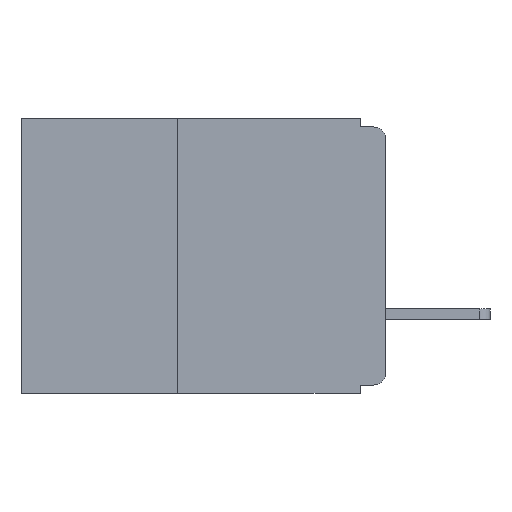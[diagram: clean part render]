
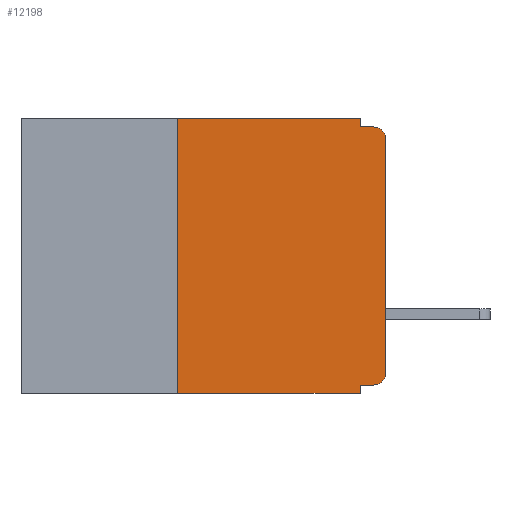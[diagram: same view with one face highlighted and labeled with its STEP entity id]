
A CAD part, left-side view. The second image highlights one B-rep face of the part: STEP entity #12198.
In plain terms, the highlighted planar face has unit normal (-1, 0, 0).
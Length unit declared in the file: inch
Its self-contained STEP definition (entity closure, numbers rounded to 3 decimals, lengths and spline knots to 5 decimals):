
#422 = LINE ( 'NONE', #26977, #12508 ) ;
#1155 = CARTESIAN_POINT ( 'NONE',  ( 0., 0.437, 0. ) ) ;
#1647 = FACE_OUTER_BOUND ( 'NONE', #1796, .T. ) ;
#1796 = EDGE_LOOP ( 'NONE', ( #5549, #27483, #4984, #10309, #14826, #7510, #7355, #26837, #26996, #12475 ) ) ;
#2399 = CARTESIAN_POINT ( 'NONE',  ( 0., 0.031, -0.33 ) ) ;
#2584 = DIRECTION ( 'NONE',  ( 0., 0., 1. ) ) ;
#2586 = EDGE_CURVE ( 'NONE', #4306, #16650, #30447, .T. ) ;
#2636 = CARTESIAN_POINT ( 'NONE',  ( 0., 0., -0.025 ) ) ;
#2684 = VERTEX_POINT ( 'NONE', #24260 ) ;
#2795 = CARTESIAN_POINT ( 'NONE',  ( 0., 0., -0.305 ) ) ;
#2963 = VERTEX_POINT ( 'NONE', #8385 ) ;
#3300 = DIRECTION ( 'NONE',  ( 0., 1., 0. ) ) ;
#3392 = CARTESIAN_POINT ( 'NONE',  ( 0., 0.437, -0.33 ) ) ;
#4306 = VERTEX_POINT ( 'NONE', #16062 ) ;
#4358 = CARTESIAN_POINT ( 'NONE',  ( 0., 0.437, 0. ) ) ;
#4929 = VECTOR ( 'NONE', #23365, 39.37008 ) ;
#4984 = ORIENTED_EDGE ( 'NONE', *, *, #12927, .F. ) ;
#5098 = CARTESIAN_POINT ( 'NONE',  ( 0., 0., 0. ) ) ;
#5549 = ORIENTED_EDGE ( 'NONE', *, *, #8726, .T. ) ;
#5720 = LINE ( 'NONE', #5098, #17641 ) ;
#6098 = VECTOR ( 'NONE', #19099, 39.37008 ) ;
#6178 = DIRECTION ( 'NONE',  ( -1., 0., 0. ) ) ;
#6260 = EDGE_CURVE ( 'NONE', #11084, #10538, #25948, .T. ) ;
#7355 = ORIENTED_EDGE ( 'NONE', *, *, #6260, .T. ) ;
#7483 = EDGE_CURVE ( 'NONE', #2963, #10618, #21777, .T. ) ;
#7510 = ORIENTED_EDGE ( 'NONE', *, *, #27530, .F. ) ;
#8385 = CARTESIAN_POINT ( 'NONE',  ( 0., 0.015, -0.32 ) ) ;
#8726 = EDGE_CURVE ( 'NONE', #10618, #19161, #5720, .T. ) ;
#9153 = EDGE_CURVE ( 'NONE', #2684, #10538, #11393, .T. ) ;
#10309 = ORIENTED_EDGE ( 'NONE', *, *, #2586, .F. ) ;
#10538 = VERTEX_POINT ( 'NONE', #2399 ) ;
#10554 = DIRECTION ( 'NONE',  ( -1., 0., 0. ) ) ;
#10578 = CARTESIAN_POINT ( 'NONE',  ( 0., 0.25, 0. ) ) ;
#10618 = VERTEX_POINT ( 'NONE', #2795 ) ;
#10733 = EDGE_CURVE ( 'NONE', #2963, #2684, #11930, .T. ) ;
#10994 = AXIS2_PLACEMENT_3D ( 'NONE', #24670, #10554, #27047 ) ;
#11084 = VERTEX_POINT ( 'NONE', #11848 ) ;
#11098 = VECTOR ( 'NONE', #29595, 39.37008 ) ;
#11373 = CARTESIAN_POINT ( 'NONE',  ( 0., 0.031, -0.01 ) ) ;
#11393 = LINE ( 'NONE', #30364, #4929 ) ;
#11648 = DIRECTION ( 'NONE',  ( 1., 0., 0. ) ) ;
#11666 = VECTOR ( 'NONE', #27442, 39.37008 ) ;
#11848 = CARTESIAN_POINT ( 'NONE',  ( 0., 0.25, -0.33 ) ) ;
#11930 = LINE ( 'NONE', #15278, #17418 ) ;
#12198 = ADVANCED_FACE ( 'NONE', ( #1647 ), #23177, .F. ) ;
#12475 = ORIENTED_EDGE ( 'NONE', *, *, #7483, .T. ) ;
#12508 = VECTOR ( 'NONE', #12893, 39.37008 ) ;
#12893 = DIRECTION ( 'NONE',  ( 0., 0., 1. ) ) ;
#12927 = EDGE_CURVE ( 'NONE', #16650, #20733, #19505, .T. ) ;
#13105 = DIRECTION ( 'NONE',  ( 0., -1., 0. ) ) ;
#13423 = CIRCLE ( 'NONE', #10994, 0.015 ) ;
#14826 = ORIENTED_EDGE ( 'NONE', *, *, #26399, .F. ) ;
#15278 = CARTESIAN_POINT ( 'NONE',  ( 0., 0., -0.32 ) ) ;
#16062 = CARTESIAN_POINT ( 'NONE',  ( 0., 0.031, 0. ) ) ;
#16650 = VERTEX_POINT ( 'NONE', #11373 ) ;
#16742 = CARTESIAN_POINT ( 'NONE',  ( 0., 0., -0.01 ) ) ;
#17357 = CARTESIAN_POINT ( 'NONE',  ( 0., 0.015, -0.01 ) ) ;
#17418 = VECTOR ( 'NONE', #3300, 39.37008 ) ;
#17641 = VECTOR ( 'NONE', #2584, 39.37008 ) ;
#19099 = DIRECTION ( 'NONE',  ( 0., -1., 0. ) ) ;
#19161 = VERTEX_POINT ( 'NONE', #2636 ) ;
#19505 = LINE ( 'NONE', #16742, #6098 ) ;
#19672 = VECTOR ( 'NONE', #13105, 39.37008 ) ;
#20437 = CARTESIAN_POINT ( 'NONE',  ( 0., 0.015, -0.305 ) ) ;
#20733 = VERTEX_POINT ( 'NONE', #17357 ) ;
#21777 = CIRCLE ( 'NONE', #25289, 0.015 ) ;
#22751 = AXIS2_PLACEMENT_3D ( 'NONE', #4358, #11648, #28107 ) ;
#22791 = DIRECTION ( 'NONE',  ( 0., 0., -1. ) ) ;
#23177 = PLANE ( 'NONE',  #22751 ) ;
#23365 = DIRECTION ( 'NONE',  ( 0., 0., -1. ) ) ;
#24260 = CARTESIAN_POINT ( 'NONE',  ( 0., 0.031, -0.32 ) ) ;
#24670 = CARTESIAN_POINT ( 'NONE',  ( 0., 0.015, -0.025 ) ) ;
#25038 = EDGE_CURVE ( 'NONE', #19161, #20733, #13423, .T. ) ;
#25289 = AXIS2_PLACEMENT_3D ( 'NONE', #20437, #6178, #22791 ) ;
#25948 = LINE ( 'NONE', #3392, #19672 ) ;
#26399 = EDGE_CURVE ( 'NONE', #30467, #4306, #29868, .T. ) ;
#26837 = ORIENTED_EDGE ( 'NONE', *, *, #9153, .F. ) ;
#26977 = CARTESIAN_POINT ( 'NONE',  ( 0., 0.25, -0.33 ) ) ;
#26996 = ORIENTED_EDGE ( 'NONE', *, *, #10733, .F. ) ;
#27047 = DIRECTION ( 'NONE',  ( 0., 0., -1. ) ) ;
#27369 = CARTESIAN_POINT ( 'NONE',  ( 0., 0.031, 0. ) ) ;
#27442 = DIRECTION ( 'NONE',  ( 0., 0., -1. ) ) ;
#27483 = ORIENTED_EDGE ( 'NONE', *, *, #25038, .T. ) ;
#27530 = EDGE_CURVE ( 'NONE', #11084, #30467, #422, .T. ) ;
#28107 = DIRECTION ( 'NONE',  ( 0., 0., -1. ) ) ;
#29595 = DIRECTION ( 'NONE',  ( 0., -1., 0. ) ) ;
#29868 = LINE ( 'NONE', #1155, #11098 ) ;
#30364 = CARTESIAN_POINT ( 'NONE',  ( 0., 0.031, -0.33 ) ) ;
#30447 = LINE ( 'NONE', #27369, #11666 ) ;
#30467 = VERTEX_POINT ( 'NONE', #10578 ) ;
